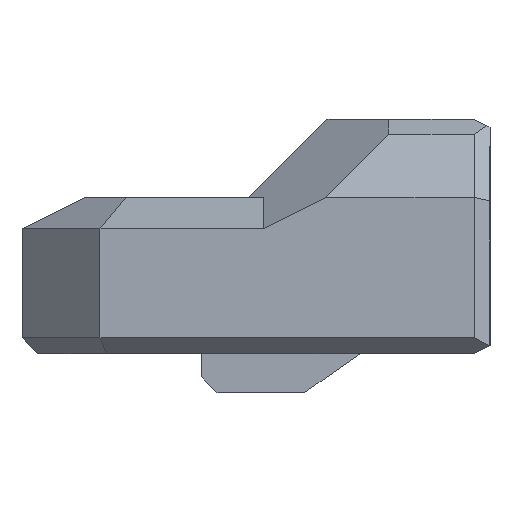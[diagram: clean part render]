
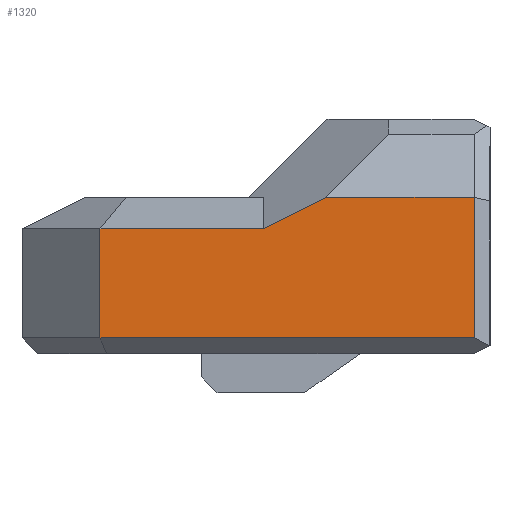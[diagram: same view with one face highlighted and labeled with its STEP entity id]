
A CAD part, left-side view. The second image highlights one B-rep face of the part: STEP entity #1320.
In plain terms, the highlighted planar face has unit normal (-1, 0, 0).
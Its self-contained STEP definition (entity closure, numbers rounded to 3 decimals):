
#130=FACE_OUTER_BOUND('',#214,.T.);
#214=EDGE_LOOP('',(#1125,#1126,#1127,#1128,#1129,#1130));
#238=LINE('',#1808,#388);
#284=LINE('',#1906,#434);
#286=LINE('',#1909,#436);
#349=LINE('',#2190,#499);
#369=LINE('',#2235,#519);
#370=LINE('',#2236,#520);
#388=VECTOR('',#1466,10.);
#434=VECTOR('',#1540,10.);
#436=VECTOR('',#1544,10.);
#499=VECTOR('',#1685,10.);
#519=VECTOR('',#1735,10.);
#520=VECTOR('',#1736,10.);
#533=VERTEX_POINT('',#1796);
#537=VERTEX_POINT('',#1806);
#574=VERTEX_POINT('',#1901);
#575=VERTEX_POINT('',#1905);
#599=VERTEX_POINT('',#1982);
#630=VERTEX_POINT('',#2189);
#654=EDGE_CURVE('',#537,#533,#238,.T.);
#702=EDGE_CURVE('',#574,#575,#284,.T.);
#704=EDGE_CURVE('',#533,#574,#286,.T.);
#791=EDGE_CURVE('',#575,#630,#349,.T.);
#813=EDGE_CURVE('',#599,#537,#369,.T.);
#814=EDGE_CURVE('',#630,#599,#370,.T.);
#1125=ORIENTED_EDGE('',*,*,#654,.F.);
#1126=ORIENTED_EDGE('',*,*,#813,.F.);
#1127=ORIENTED_EDGE('',*,*,#814,.F.);
#1128=ORIENTED_EDGE('',*,*,#791,.F.);
#1129=ORIENTED_EDGE('',*,*,#702,.F.);
#1130=ORIENTED_EDGE('',*,*,#704,.F.);
#1252=PLANE('',#1430);
#1320=ADVANCED_FACE('',(#130),#1252,.T.);
#1430=AXIS2_PLACEMENT_3D('',#2234,#1733,#1734);
#1466=DIRECTION('',(0.,1.,0.));
#1540=DIRECTION('',(0.,-1.,0.));
#1544=DIRECTION('',(0.,0.,1.));
#1685=DIRECTION('',(0.,-0.894,0.447));
#1733=DIRECTION('center_axis',(-1.,0.,0.));
#1734=DIRECTION('ref_axis',(0.,0.,1.));
#1735=DIRECTION('',(0.,0.,-1.));
#1736=DIRECTION('',(0.,-1.,0.));
#1796=CARTESIAN_POINT('',(-27.5,20.,1.));
#1806=CARTESIAN_POINT('',(-27.5,-4.,1.));
#1808=CARTESIAN_POINT('',(-27.5,0.,1.));
#1901=CARTESIAN_POINT('',(-27.5,20.,8.));
#1905=CARTESIAN_POINT('',(-27.5,9.551,8.));
#1906=CARTESIAN_POINT('',(-27.5,3.863,8.));
#1909=CARTESIAN_POINT('',(-27.5,20.,0.));
#1982=CARTESIAN_POINT('',(-27.5,-4.,10.));
#2189=CARTESIAN_POINT('',(-27.5,5.551,10.));
#2190=CARTESIAN_POINT('',(-27.5,2.727,11.412));
#2234=CARTESIAN_POINT('Origin',(-27.5,-5.,0.));
#2235=CARTESIAN_POINT('',(-27.5,-4.,3.75));
#2236=CARTESIAN_POINT('',(-27.5,-5.,10.));
